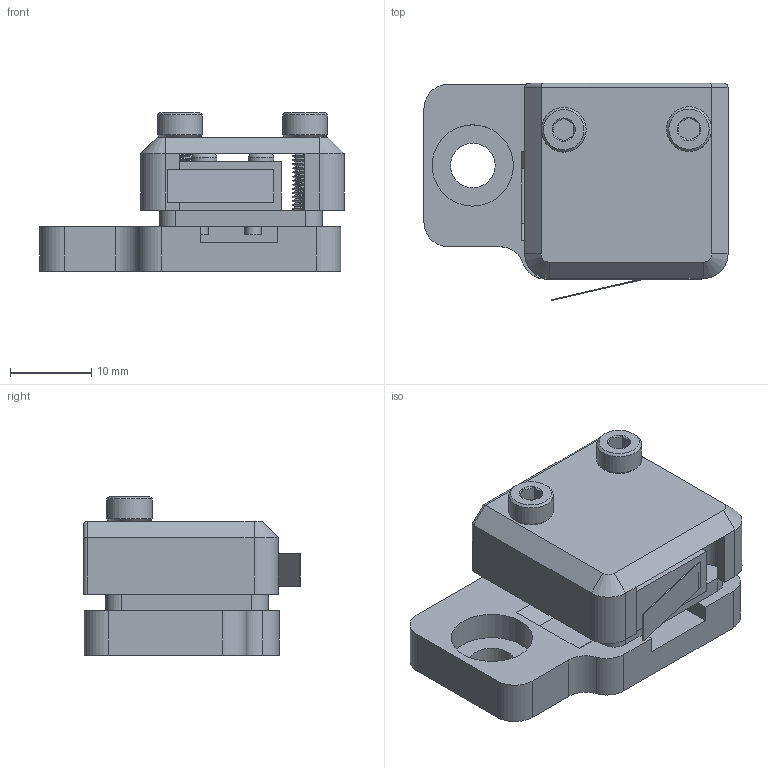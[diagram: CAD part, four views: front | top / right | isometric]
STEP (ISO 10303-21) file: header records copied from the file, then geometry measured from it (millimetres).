
FILE_DESCRIPTION(/* description */ (''),/* implementation_level */ '2;1');
FILE_NAME(/* name */ 'Z Limit Switch.step',/* time_stamp */ '2023-01-28T03:02:38-06:00',/* author */ (''),/* organization */ (''),/* preprocessor_version */ 'ST-DEVELOPER v19.2',/* originating_system */ 'Autodesk Translation Framework v11.17.0.187',/* authorisation */ '');
FILE_SCHEMA (('AUTOMOTIVE_DESIGN { 1 0 10303 214 3 1 1 }'));
Length unit declared in the file: millimetre
Products named in the file (6): z_limit_switch; Limit Switch Plate; Limit Switch; PN091; PN596; PN503
Assembly tree (7 placements, depth 2):
  z_limit_switch
    Limit Switch Plate
    Limit Switch
    PN091
    PN596  x2
    PN503  x2
Bounding box: 37.4 x 26.7 x 19.5 mm (x, y, z)
Volume: 7629.8 mm3; surface area: 7969.9 mm2
Topology: 17 solids, 17 shells, 555 faces, 1487 edges, 980 vertices
Faces by surface type: cylinder 230, bspline 160, plane 137, cone 26, torus 2
Full cylindrical faces by diameter (mm): 2 x2, 2.35 x62, 2.9 x2, 3 x62, 3.1 x4, 3.35 x2, 4.1 x2, 4.2 x2, 4.25 x2, 4.6 x2, 4.7 x2, 5.5 x3, 10 x1
Entity records: 18640 total; most frequent: CARTESIAN_POINT 10388, ORIENTED_EDGE 1826, DIRECTION 1408, EDGE_CURVE 913, VERTEX_POINT 601, AXIS2_PLACEMENT_3D 517, EDGE_LOOP 374, LINE 374
